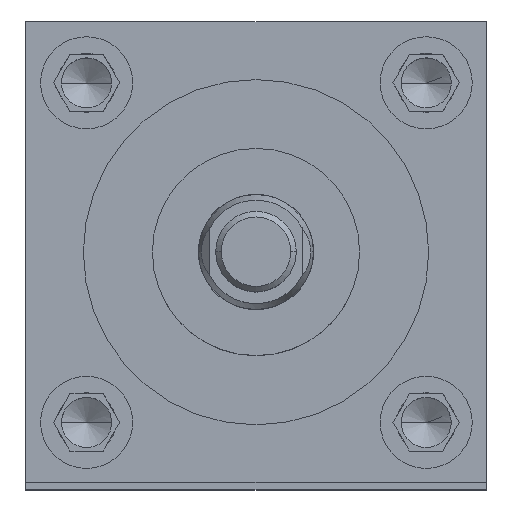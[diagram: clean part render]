
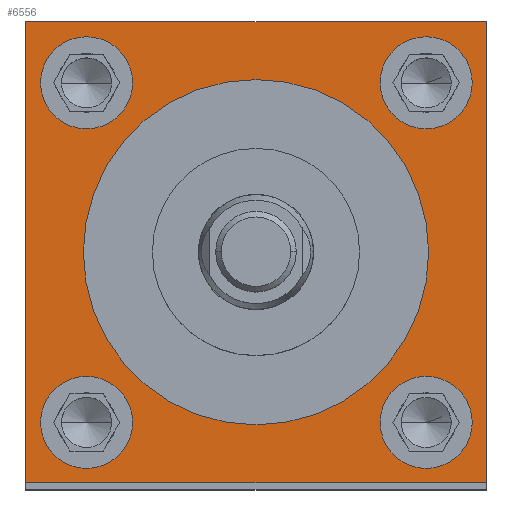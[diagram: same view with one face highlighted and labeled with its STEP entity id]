
A CAD part, top view. The second image highlights one B-rep face of the part: STEP entity #6556.
In plain terms, the highlighted planar face has unit normal (0, 0, 1).
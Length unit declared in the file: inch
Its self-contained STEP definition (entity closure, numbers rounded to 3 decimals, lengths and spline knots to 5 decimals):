
#3 = EDGE_CURVE ( 'NONE', #4482, #2278, #4463, .T. ) ;
#4 = CARTESIAN_POINT ( 'NONE',  ( 0., 0., 23.625 ) ) ;
#20 = DIRECTION ( 'NONE',  ( 0., 1., 0. ) ) ;
#33 = EDGE_LOOP ( 'NONE', ( #2037, #1256 ) ) ;
#186 = CARTESIAN_POINT ( 'NONE',  ( 0.924, 0.92, 23.625 ) ) ;
#286 = DIRECTION ( 'NONE',  ( 1., 0., 0. ) ) ;
#389 = ORIENTED_EDGE ( 'NONE', *, *, #886, .F. ) ;
#422 = EDGE_CURVE ( 'NONE', #6005, #3451, #1032, .T. ) ;
#458 = DIRECTION ( 'NONE',  ( 1., 0., 0. ) ) ;
#488 = VERTEX_POINT ( 'NONE', #4808 ) ;
#647 = EDGE_CURVE ( 'NONE', #2613, #4719, #6504, .T. ) ;
#655 = CARTESIAN_POINT ( 'NONE',  ( -1.17, -0.924, 23.625 ) ) ;
#684 = EDGE_CURVE ( 'NONE', #4719, #2613, #6623, .T. ) ;
#758 = DIRECTION ( 'NONE',  ( -1., 0., 0. ) ) ;
#781 = CARTESIAN_POINT ( 'NONE',  ( -1.25, 1.25, 23.625 ) ) ;
#847 = DIRECTION ( 'NONE',  ( 1., 0., 0. ) ) ;
#880 = AXIS2_PLACEMENT_3D ( 'NONE', #4, #2119, #458 ) ;
#886 = EDGE_CURVE ( 'NONE', #3822, #5588, #1975, .T. ) ;
#897 = ORIENTED_EDGE ( 'NONE', *, *, #6231, .T. ) ;
#920 = ORIENTED_EDGE ( 'NONE', *, *, #5266, .F. ) ;
#923 = CARTESIAN_POINT ( 'NONE',  ( 1.25, -1.25, 23.625 ) ) ;
#1032 = CIRCLE ( 'NONE', #1367, 0.25 ) ;
#1133 = LINE ( 'NONE', #4892, #5148 ) ;
#1151 = CARTESIAN_POINT ( 'NONE',  ( -1.25, 1.25, 23.625 ) ) ;
#1234 = FACE_OUTER_BOUND ( 'NONE', #6752, .T. ) ;
#1256 = ORIENTED_EDGE ( 'NONE', *, *, #3779, .F. ) ;
#1367 = AXIS2_PLACEMENT_3D ( 'NONE', #186, #2303, #2870 ) ;
#1446 = CARTESIAN_POINT ( 'NONE',  ( -0.92, 0.92, 23.625 ) ) ;
#1454 = CARTESIAN_POINT ( 'NONE',  ( 1.174, -0.924, 23.625 ) ) ;
#1592 = DIRECTION ( 'NONE',  ( 0., 0., 1. ) ) ;
#1787 = AXIS2_PLACEMENT_3D ( 'NONE', #5780, #2633, #2033 ) ;
#1802 = AXIS2_PLACEMENT_3D ( 'NONE', #4097, #4630, #2415 ) ;
#1814 = FACE_BOUND ( 'NONE', #5836, .T. ) ;
#1975 = CIRCLE ( 'NONE', #5976, 0.25 ) ;
#2033 = DIRECTION ( 'NONE',  ( 1., 0., 0. ) ) ;
#2037 = ORIENTED_EDGE ( 'NONE', *, *, #422, .F. ) ;
#2119 = DIRECTION ( 'NONE',  ( 0., 0., 1. ) ) ;
#2133 = DIRECTION ( 'NONE',  ( 1., 0., 0. ) ) ;
#2134 = VERTEX_POINT ( 'NONE', #923 ) ;
#2229 = ORIENTED_EDGE ( 'NONE', *, *, #6737, .F. ) ;
#2278 = VERTEX_POINT ( 'NONE', #655 ) ;
#2292 = EDGE_CURVE ( 'NONE', #3104, #488, #6601, .T. ) ;
#2294 = CARTESIAN_POINT ( 'NONE',  ( 0.924, -0.924, 23.625 ) ) ;
#2303 = DIRECTION ( 'NONE',  ( 0., 0., 1. ) ) ;
#2327 = DIRECTION ( 'NONE',  ( 0., 0., 1. ) ) ;
#2386 = FACE_BOUND ( 'NONE', #2668, .T. ) ;
#2415 = DIRECTION ( 'NONE',  ( 1., 0., 0. ) ) ;
#2435 = ORIENTED_EDGE ( 'NONE', *, *, #684, .F. ) ;
#2452 = CARTESIAN_POINT ( 'NONE',  ( -0.92, 0.92, 23.625 ) ) ;
#2563 = CARTESIAN_POINT ( 'NONE',  ( -0.67, -0.924, 23.625 ) ) ;
#2613 = VERTEX_POINT ( 'NONE', #4549 ) ;
#2633 = DIRECTION ( 'NONE',  ( 0., 0., 1. ) ) ;
#2642 = CARTESIAN_POINT ( 'NONE',  ( 1.174, 0.92, 23.625 ) ) ;
#2668 = EDGE_LOOP ( 'NONE', ( #4495, #2229 ) ) ;
#2706 = CIRCLE ( 'NONE', #6582, 0.25 ) ;
#2844 = FACE_BOUND ( 'NONE', #33, .T. ) ;
#2867 = AXIS2_PLACEMENT_3D ( 'NONE', #2452, #5807, #847 ) ;
#2870 = DIRECTION ( 'NONE',  ( 1., 0., 0. ) ) ;
#2909 = VECTOR ( 'NONE', #4260, 39.37008 ) ;
#2989 = EDGE_CURVE ( 'NONE', #488, #2134, #6325, .T. ) ;
#3057 = AXIS2_PLACEMENT_3D ( 'NONE', #2294, #2327, #4367 ) ;
#3104 = VERTEX_POINT ( 'NONE', #1151 ) ;
#3152 = VECTOR ( 'NONE', #758, 39.37008 ) ;
#3247 = CARTESIAN_POINT ( 'NONE',  ( 0.674, 0.92, 23.625 ) ) ;
#3355 = VERTEX_POINT ( 'NONE', #5925 ) ;
#3406 = ORIENTED_EDGE ( 'NONE', *, *, #5514, .F. ) ;
#3420 = PLANE ( 'NONE',  #3860 ) ;
#3448 = CARTESIAN_POINT ( 'NONE',  ( 0.674, -0.924, 23.625 ) ) ;
#3451 = VERTEX_POINT ( 'NONE', #3247 ) ;
#3458 = ORIENTED_EDGE ( 'NONE', *, *, #2292, .T. ) ;
#3548 = AXIS2_PLACEMENT_3D ( 'NONE', #1446, #4677, #5705 ) ;
#3684 = EDGE_LOOP ( 'NONE', ( #389, #4618 ) ) ;
#3779 = EDGE_CURVE ( 'NONE', #3451, #6005, #4869, .T. ) ;
#3781 = DIRECTION ( 'NONE',  ( 0., 0., 1. ) ) ;
#3822 = VERTEX_POINT ( 'NONE', #1454 ) ;
#3852 = CARTESIAN_POINT ( 'NONE',  ( 0.924, -0.924, 23.625 ) ) ;
#3860 = AXIS2_PLACEMENT_3D ( 'NONE', #781, #4572, #4461 ) ;
#3899 = DIRECTION ( 'NONE',  ( 0., -1., 0. ) ) ;
#3977 = CIRCLE ( 'NONE', #880, 0.9375 ) ;
#4002 = EDGE_CURVE ( 'NONE', #2134, #3355, #1133, .T. ) ;
#4064 = CARTESIAN_POINT ( 'NONE',  ( -0.92, -0.924, 23.625 ) ) ;
#4097 = CARTESIAN_POINT ( 'NONE',  ( 0., 0., 23.625 ) ) ;
#4260 = DIRECTION ( 'NONE',  ( 1., 0., 0. ) ) ;
#4367 = DIRECTION ( 'NONE',  ( 1., 0., 0. ) ) ;
#4461 = DIRECTION ( 'NONE',  ( -1., 0., 0. ) ) ;
#4463 = CIRCLE ( 'NONE', #5030, 0.25 ) ;
#4482 = VERTEX_POINT ( 'NONE', #2563 ) ;
#4492 = VECTOR ( 'NONE', #3899, 39.37008 ) ;
#4495 = ORIENTED_EDGE ( 'NONE', *, *, #3, .F. ) ;
#4549 = CARTESIAN_POINT ( 'NONE',  ( -1.17, 0.92, 23.625 ) ) ;
#4572 = DIRECTION ( 'NONE',  ( 0., 0., -1. ) ) ;
#4618 = ORIENTED_EDGE ( 'NONE', *, *, #6053, .F. ) ;
#4630 = DIRECTION ( 'NONE',  ( 0., 0., 1. ) ) ;
#4677 = DIRECTION ( 'NONE',  ( 0., 0., 1. ) ) ;
#4719 = VERTEX_POINT ( 'NONE', #4998 ) ;
#4748 = ORIENTED_EDGE ( 'NONE', *, *, #647, .F. ) ;
#4808 = CARTESIAN_POINT ( 'NONE',  ( -1.25, -1.25, 23.625 ) ) ;
#4869 = CIRCLE ( 'NONE', #1787, 0.25 ) ;
#4889 = DIRECTION ( 'NONE',  ( 1., 0., 0. ) ) ;
#4892 = CARTESIAN_POINT ( 'NONE',  ( 1.25, -1.25, 23.625 ) ) ;
#4998 = CARTESIAN_POINT ( 'NONE',  ( -0.67, 0.92, 23.625 ) ) ;
#5028 = FACE_BOUND ( 'NONE', #5735, .T. ) ;
#5030 = AXIS2_PLACEMENT_3D ( 'NONE', #6817, #3781, #4889 ) ;
#5046 = VERTEX_POINT ( 'NONE', #6935 ) ;
#5148 = VECTOR ( 'NONE', #20, 39.37008 ) ;
#5266 = EDGE_CURVE ( 'NONE', #6237, #5046, #5896, .T. ) ;
#5514 = EDGE_CURVE ( 'NONE', #5046, #6237, #3977, .T. ) ;
#5520 = FACE_BOUND ( 'NONE', #3684, .T. ) ;
#5543 = ORIENTED_EDGE ( 'NONE', *, *, #4002, .T. ) ;
#5576 = CARTESIAN_POINT ( 'NONE',  ( -1.25, -1.25, 23.625 ) ) ;
#5588 = VERTEX_POINT ( 'NONE', #3448 ) ;
#5598 = ORIENTED_EDGE ( 'NONE', *, *, #2989, .T. ) ;
#5645 = CARTESIAN_POINT ( 'NONE',  ( -1.25, 1.25, 23.625 ) ) ;
#5699 = DIRECTION ( 'NONE',  ( 0., 0., 1. ) ) ;
#5705 = DIRECTION ( 'NONE',  ( 1., 0., 0. ) ) ;
#5712 = CARTESIAN_POINT ( 'NONE',  ( -0.9375, 0., 23.625 ) ) ;
#5735 = EDGE_LOOP ( 'NONE', ( #2435, #4748 ) ) ;
#5780 = CARTESIAN_POINT ( 'NONE',  ( 0.924, 0.92, 23.625 ) ) ;
#5796 = CIRCLE ( 'NONE', #3057, 0.25 ) ;
#5807 = DIRECTION ( 'NONE',  ( 0., 0., 1. ) ) ;
#5836 = EDGE_LOOP ( 'NONE', ( #3406, #920 ) ) ;
#5896 = CIRCLE ( 'NONE', #1802, 0.9375 ) ;
#5925 = CARTESIAN_POINT ( 'NONE',  ( 1.25, 1.25, 23.625 ) ) ;
#5976 = AXIS2_PLACEMENT_3D ( 'NONE', #3852, #1592, #2133 ) ;
#6005 = VERTEX_POINT ( 'NONE', #2642 ) ;
#6053 = EDGE_CURVE ( 'NONE', #5588, #3822, #5796, .T. ) ;
#6213 = LINE ( 'NONE', #5645, #3152 ) ;
#6231 = EDGE_CURVE ( 'NONE', #3355, #3104, #6213, .T. ) ;
#6237 = VERTEX_POINT ( 'NONE', #5712 ) ;
#6325 = LINE ( 'NONE', #6470, #2909 ) ;
#6470 = CARTESIAN_POINT ( 'NONE',  ( -1.25, -1.25, 23.625 ) ) ;
#6504 = CIRCLE ( 'NONE', #3548, 0.25 ) ;
#6556 = ADVANCED_FACE ( 'NONE', ( #5520, #2844, #2386, #5028, #1814, #1234 ), #3420, .F. ) ;
#6582 = AXIS2_PLACEMENT_3D ( 'NONE', #4064, #5699, #286 ) ;
#6601 = LINE ( 'NONE', #5576, #4492 ) ;
#6623 = CIRCLE ( 'NONE', #2867, 0.25 ) ;
#6737 = EDGE_CURVE ( 'NONE', #2278, #4482, #2706, .T. ) ;
#6752 = EDGE_LOOP ( 'NONE', ( #3458, #5598, #5543, #897 ) ) ;
#6817 = CARTESIAN_POINT ( 'NONE',  ( -0.92, -0.924, 23.625 ) ) ;
#6935 = CARTESIAN_POINT ( 'NONE',  ( 0.9375, 0., 23.625 ) ) ;
